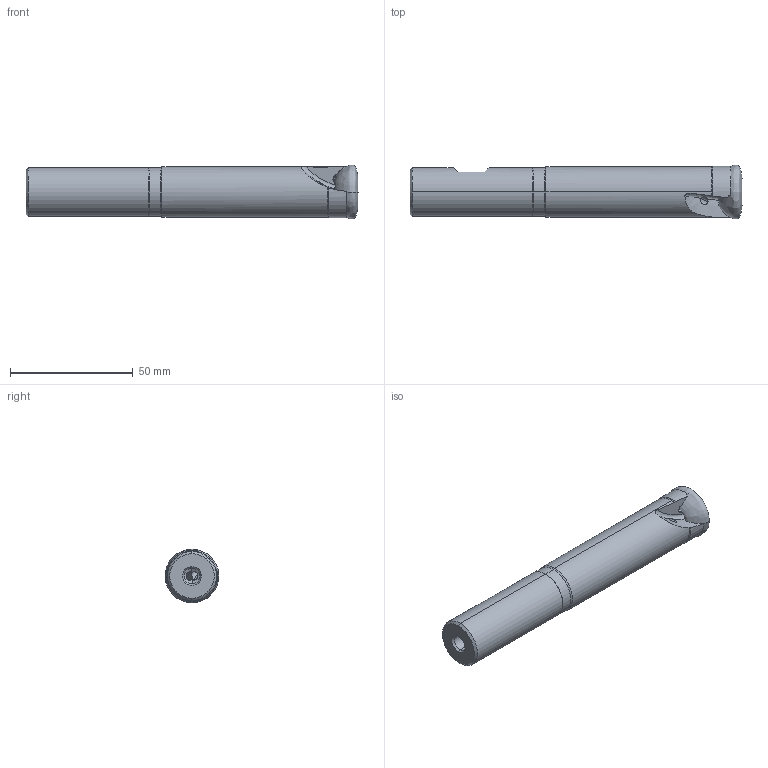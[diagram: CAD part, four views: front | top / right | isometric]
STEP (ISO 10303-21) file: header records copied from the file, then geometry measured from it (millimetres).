
FILE_DESCRIPTION (( 'STEP AP214' ), '1' );
FILE_NAME ('00PP-22-540-2-80.STEP', '2012-11-19T09:23:47', ( '' ), ( '' ), 'SwSTEP 2.0', 'SolidWorks 2012', '' );
FILE_SCHEMA (( 'AUTOMOTIVE_DESIGN' ));
Length unit declared in the file: millimetre
Products named in the file (1): 00PP-22-540-2-80
Bounding box: 135.5 x 21.99 x 22 mm (x, y, z)
Volume: 38690.7 mm3; surface area: 12002.9 mm2
Topology: 1 solids, 1 shells, 77 faces, 208 edges, 131 vertices
Faces by surface type: cylinder 25, plane 25, cone 19, bspline 6, torus 2
Entity records: 3879 total; most frequent: CARTESIAN_POINT 2015, ORIENTED_EDGE 416, DIRECTION 338, EDGE_CURVE 208, AXIS2_PLACEMENT_3D 135, VERTEX_POINT 131, EDGE_LOOP 79, FACE_OUTER_BOUND 77
